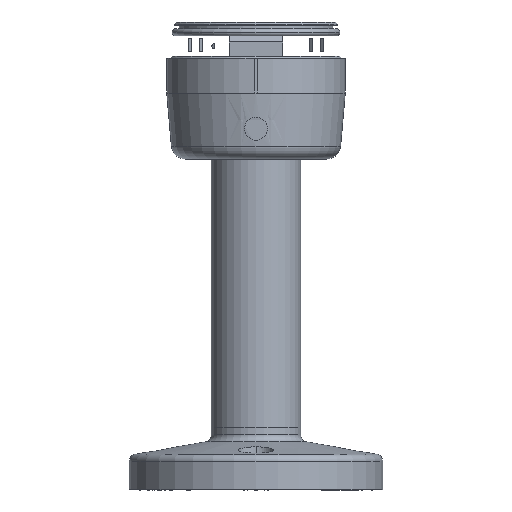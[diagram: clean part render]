
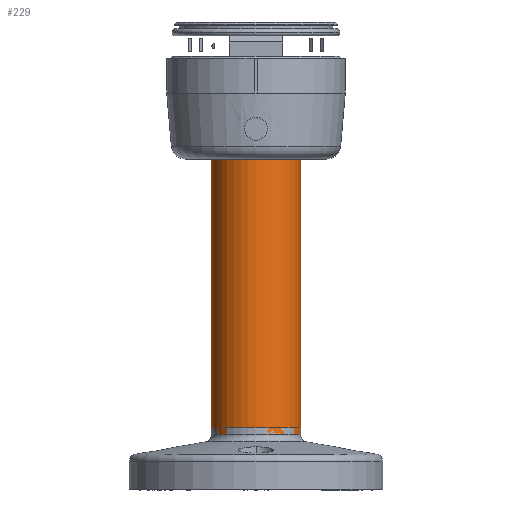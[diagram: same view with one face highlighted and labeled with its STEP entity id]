
A CAD part, front view. The second image highlights one B-rep face of the part: STEP entity #229.
In plain terms, the highlighted cylindrical face has radius 12.5 mm (diameter 25 mm), a partial arc.
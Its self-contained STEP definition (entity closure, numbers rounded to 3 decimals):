
#139=CARTESIAN_POINT('',(-202.278,9.941,318.949));
#140=VERTEX_POINT('',#139);
#141=CARTESIAN_POINT('',(-177.278,9.941,318.949));
#142=VERTEX_POINT('',#141);
#143=CARTESIAN_POINT('',(-189.778,9.941,318.949));
#144=DIRECTION('',(0.0,0.0,1.0));
#145=DIRECTION('',(-1.0,0.0,0.0));
#146=AXIS2_PLACEMENT_3D('',#143,#144,#145);
#147=CIRCLE('',#146,12.5);
#148=EDGE_CURVE('',#140,#142,#147,.T.);
#185=CARTESIAN_POINT('',(-202.278,9.941,418.949));
#186=VERTEX_POINT('',#185);
#187=CARTESIAN_POINT('',(-202.278,9.941,318.949));
#188=DIRECTION('',(0.0,0.0,1.0));
#189=VECTOR('',#188,100.);
#190=LINE('',#187,#189);
#191=EDGE_CURVE('',#140,#186,#190,.T.);
#193=CARTESIAN_POINT('',(-177.278,9.941,418.949));
#194=VERTEX_POINT('',#193);
#202=CARTESIAN_POINT('',(-177.278,9.941,318.949));
#203=DIRECTION('',(0.0,0.0,1.0));
#204=VECTOR('',#203,100.);
#205=LINE('',#202,#204);
#206=EDGE_CURVE('',#142,#194,#205,.T.);
#212=CARTESIAN_POINT('',(-189.778,9.941,318.949));
#213=DIRECTION('',(0.0,0.,1.0));
#214=DIRECTION('',(1.0,0.0,0.0));
#215=AXIS2_PLACEMENT_3D('',#212,#213,#214);
#216=CYLINDRICAL_SURFACE('',#215,12.5);
#217=ORIENTED_EDGE('',*,*,#206,.T.);
#218=CARTESIAN_POINT('',(-189.778,9.941,418.949));
#219=DIRECTION('',(0.0,0.0,1.0));
#220=DIRECTION('',(-1.0,0.0,0.0));
#221=AXIS2_PLACEMENT_3D('',#218,#219,#220);
#222=CIRCLE('',#221,12.5);
#223=EDGE_CURVE('',#186,#194,#222,.T.);
#224=ORIENTED_EDGE('',*,*,#223,.F.);
#225=ORIENTED_EDGE('',*,*,#191,.F.);
#226=ORIENTED_EDGE('',*,*,#148,.T.);
#227=EDGE_LOOP('',(#217,#224,#225,#226));
#228=FACE_OUTER_BOUND('',#227,.T.);
#229=ADVANCED_FACE('',(#228),#216,.T.);
